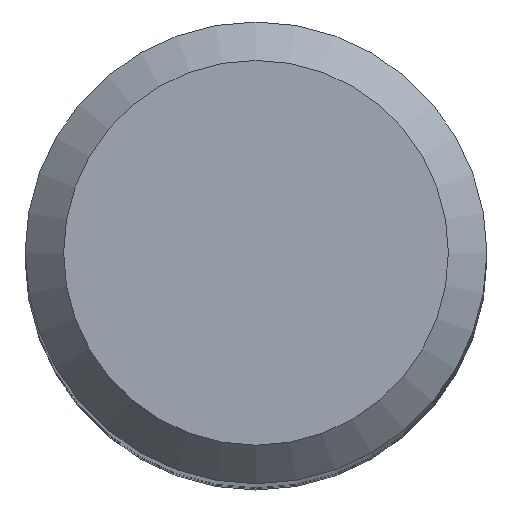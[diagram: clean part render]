
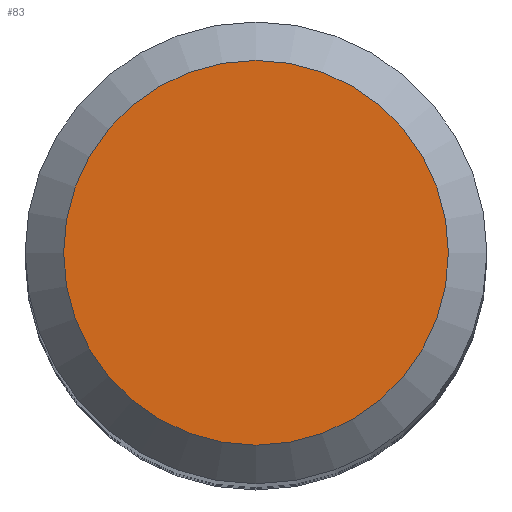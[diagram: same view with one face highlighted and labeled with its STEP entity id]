
A CAD part, top view. The second image highlights one B-rep face of the part: STEP entity #83.
In plain terms, the highlighted planar face has unit normal (0, 0, 1).
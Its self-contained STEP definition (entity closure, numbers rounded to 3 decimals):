
#67=PLANE('',#177);
#74=FACE_OUTER_BOUND('',#111,.T.);
#83=ADVANCED_FACE('',(#74),#67,.F.);
#111=EDGE_LOOP('',(#129));
#129=ORIENTED_EDGE('',*,*,#156,.T.);
#147=VERTEX_POINT('',#248);
#156=EDGE_CURVE('',#147,#147,#165,.T.);
#165=CIRCLE('',#176,2.5);
#176=AXIS2_PLACEMENT_3D('',#247,#203,#204);
#177=AXIS2_PLACEMENT_3D('',#249,#205,#206);
#203=DIRECTION('',(0.,0.,1.));
#204=DIRECTION('',(0.,1.,0.));
#205=DIRECTION('',(0.,0.,-1.));
#206=DIRECTION('',(0.,1.,0.));
#247=CARTESIAN_POINT('',(0.,0.,28.));
#248=CARTESIAN_POINT('',(0.,2.5,28.));
#249=CARTESIAN_POINT('',(0.,3.,28.));
